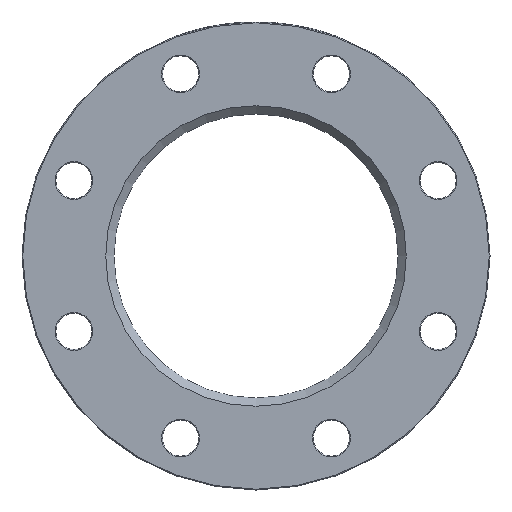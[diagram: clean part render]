
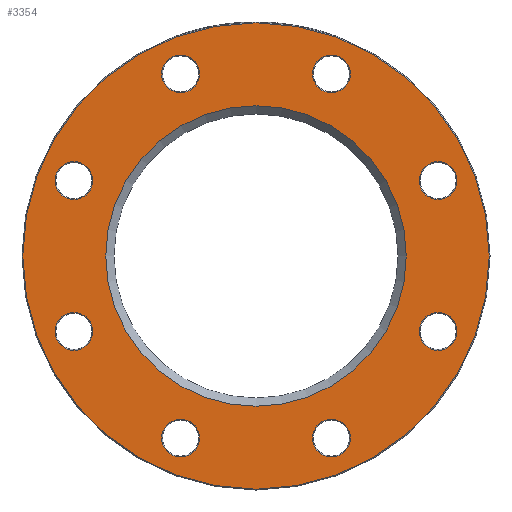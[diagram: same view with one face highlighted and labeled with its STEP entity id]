
A CAD part, left-side view. The second image highlights one B-rep face of the part: STEP entity #3354.
In plain terms, the highlighted planar face has unit normal (-1, 0, 0).
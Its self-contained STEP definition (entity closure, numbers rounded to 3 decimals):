
#32 = DIRECTION ( 'NONE',  ( 0., 0., -1. ) ) ;
#40 = FACE_BOUND ( 'NONE', #3065, .T. ) ;
#46 = VERTEX_POINT ( 'NONE', #4072 ) ;
#85 = EDGE_LOOP ( 'NONE', ( #6598 ) ) ;
#105 = FACE_BOUND ( 'NONE', #6508, .T. ) ;
#117 = EDGE_CURVE ( 'NONE', #4992, #4992, #789, .T. ) ;
#216 = ORIENTED_EDGE ( 'NONE', *, *, #5956, .T. ) ;
#234 = FACE_OUTER_BOUND ( 'NONE', #1153, .T. ) ;
#561 = FACE_BOUND ( 'NONE', #5434, .T. ) ;
#583 = CIRCLE ( 'NONE', #3108, 91.5 ) ;
#640 = EDGE_CURVE ( 'NONE', #2386, #2386, #583, .T. ) ;
#789 = CIRCLE ( 'NONE', #897, 11.5 ) ;
#811 = AXIS2_PLACEMENT_3D ( 'NONE', #1217, #3768, #6472 ) ;
#827 = DIRECTION ( 'NONE',  ( -1., 0., 0. ) ) ;
#897 = AXIS2_PLACEMENT_3D ( 'NONE', #3310, #1120, #3217 ) ;
#1077 = ORIENTED_EDGE ( 'NONE', *, *, #6038, .T. ) ;
#1120 = DIRECTION ( 'NONE',  ( 1., 0., 0. ) ) ;
#1153 = EDGE_LOOP ( 'NONE', ( #4213 ) ) ;
#1168 = DIRECTION ( 'NONE',  ( 0., 0., -1. ) ) ;
#1201 = EDGE_LOOP ( 'NONE', ( #216 ) ) ;
#1217 = CARTESIAN_POINT ( 'NONE',  ( 0., -110.866, -45.922 ) ) ;
#1247 = EDGE_LOOP ( 'NONE', ( #2070 ) ) ;
#1280 = AXIS2_PLACEMENT_3D ( 'NONE', #5650, #5118, #6222 ) ;
#1399 = AXIS2_PLACEMENT_3D ( 'NONE', #1475, #4653, #4580 ) ;
#1475 = CARTESIAN_POINT ( 'NONE',  ( 0., 110.866, 45.922 ) ) ;
#1476 = CIRCLE ( 'NONE', #811, 11.5 ) ;
#1493 = VERTEX_POINT ( 'NONE', #4670 ) ;
#1558 = CARTESIAN_POINT ( 'NONE',  ( 0., 86.5, 0. ) ) ;
#1598 = CARTESIAN_POINT ( 'NONE',  ( 0., -110.866, 34.422 ) ) ;
#1626 = FACE_BOUND ( 'NONE', #1247, .T. ) ;
#1673 = DIRECTION ( 'NONE',  ( 0., 0., -1. ) ) ;
#1684 = CARTESIAN_POINT ( 'NONE',  ( 0., -45.922, 110.866 ) ) ;
#1923 = ORIENTED_EDGE ( 'NONE', *, *, #4367, .T. ) ;
#2031 = DIRECTION ( 'NONE',  ( 1., 0., 0. ) ) ;
#2070 = ORIENTED_EDGE ( 'NONE', *, *, #5154, .T. ) ;
#2250 = ORIENTED_EDGE ( 'NONE', *, *, #5333, .T. ) ;
#2331 = FACE_BOUND ( 'NONE', #6392, .T. ) ;
#2386 = VERTEX_POINT ( 'NONE', #4490 ) ;
#2472 = DIRECTION ( 'NONE',  ( 1., 0., 0. ) ) ;
#2526 = VERTEX_POINT ( 'NONE', #3691 ) ;
#2559 = CARTESIAN_POINT ( 'NONE',  ( 0., 45.922, 99.366 ) ) ;
#2578 = DIRECTION ( 'NONE',  ( 0., 0., -1. ) ) ;
#2595 = VERTEX_POINT ( 'NONE', #1598 ) ;
#2626 = DIRECTION ( 'NONE',  ( 0., 0., -1. ) ) ;
#2696 = FACE_BOUND ( 'NONE', #85, .T. ) ;
#2704 = AXIS2_PLACEMENT_3D ( 'NONE', #1684, #6454, #1168 ) ;
#2729 = EDGE_CURVE ( 'NONE', #5237, #5237, #5307, .T. ) ;
#3065 = EDGE_LOOP ( 'NONE', ( #2250 ) ) ;
#3108 = AXIS2_PLACEMENT_3D ( 'NONE', #3640, #2472, #2578 ) ;
#3150 = VERTEX_POINT ( 'NONE', #6301 ) ;
#3165 = CIRCLE ( 'NONE', #1280, 11.5 ) ;
#3195 = CARTESIAN_POINT ( 'NONE',  ( 0., 45.922, 110.866 ) ) ;
#3217 = DIRECTION ( 'NONE',  ( 0., 0., -1. ) ) ;
#3298 = ORIENTED_EDGE ( 'NONE', *, *, #117, .T. ) ;
#3310 = CARTESIAN_POINT ( 'NONE',  ( 0., 110.866, -45.922 ) ) ;
#3336 = CARTESIAN_POINT ( 'NONE',  ( 0., 0., 0. ) ) ;
#3354 = ADVANCED_FACE ( 'NONE', ( #105, #234, #5375, #2331, #2696, #4805, #1626, #4972, #561, #40 ), #6295, .F. ) ;
#3640 = CARTESIAN_POINT ( 'NONE',  ( 0., 0., 0. ) ) ;
#3691 = CARTESIAN_POINT ( 'NONE',  ( 0., -45.922, 99.366 ) ) ;
#3723 = DIRECTION ( 'NONE',  ( 1., 0., 0. ) ) ;
#3768 = DIRECTION ( 'NONE',  ( 1., 0., 0. ) ) ;
#4072 = CARTESIAN_POINT ( 'NONE',  ( 0., -45.922, -122.366 ) ) ;
#4107 = CARTESIAN_POINT ( 'NONE',  ( 0., 45.922, -122.366 ) ) ;
#4208 = EDGE_CURVE ( 'NONE', #2595, #2595, #5257, .T. ) ;
#4213 = ORIENTED_EDGE ( 'NONE', *, *, #5060, .T. ) ;
#4367 = EDGE_CURVE ( 'NONE', #2526, #2526, #4801, .T. ) ;
#4490 = CARTESIAN_POINT ( 'NONE',  ( 0., 0., -91.5 ) ) ;
#4580 = DIRECTION ( 'NONE',  ( 0., 0., -1. ) ) ;
#4609 = ORIENTED_EDGE ( 'NONE', *, *, #2729, .T. ) ;
#4636 = VERTEX_POINT ( 'NONE', #6751 ) ;
#4653 = DIRECTION ( 'NONE',  ( 1., 0., 0. ) ) ;
#4670 = CARTESIAN_POINT ( 'NONE',  ( 0., 110.866, 34.422 ) ) ;
#4674 = CIRCLE ( 'NONE', #5903, 11.5 ) ;
#4690 = AXIS2_PLACEMENT_3D ( 'NONE', #4765, #2031, #32 ) ;
#4703 = AXIS2_PLACEMENT_3D ( 'NONE', #3336, #827, #6531 ) ;
#4765 = CARTESIAN_POINT ( 'NONE',  ( 0., -110.866, 45.922 ) ) ;
#4801 = CIRCLE ( 'NONE', #2704, 11.5 ) ;
#4805 = FACE_BOUND ( 'NONE', #1201, .T. ) ;
#4823 = DIRECTION ( 'NONE',  ( 1., 0., 0. ) ) ;
#4956 = CARTESIAN_POINT ( 'NONE',  ( 0., 45.922, -110.866 ) ) ;
#4972 = FACE_BOUND ( 'NONE', #5839, .T. ) ;
#4992 = VERTEX_POINT ( 'NONE', #6649 ) ;
#5060 = EDGE_CURVE ( 'NONE', #3150, #3150, #5271, .T. ) ;
#5118 = DIRECTION ( 'NONE',  ( 1., 0., 0. ) ) ;
#5154 = EDGE_CURVE ( 'NONE', #46, #46, #3165, .T. ) ;
#5194 = ORIENTED_EDGE ( 'NONE', *, *, #640, .T. ) ;
#5237 = VERTEX_POINT ( 'NONE', #2559 ) ;
#5257 = CIRCLE ( 'NONE', #4690, 11.5 ) ;
#5271 = CIRCLE ( 'NONE', #4703, 142. ) ;
#5307 = CIRCLE ( 'NONE', #5858, 11.5 ) ;
#5333 = EDGE_CURVE ( 'NONE', #1493, #1493, #5718, .T. ) ;
#5375 = FACE_BOUND ( 'NONE', #6367, .T. ) ;
#5434 = EDGE_LOOP ( 'NONE', ( #3298 ) ) ;
#5650 = CARTESIAN_POINT ( 'NONE',  ( 0., -45.922, -110.866 ) ) ;
#5655 = AXIS2_PLACEMENT_3D ( 'NONE', #1558, #3723, #2626 ) ;
#5718 = CIRCLE ( 'NONE', #1399, 11.5 ) ;
#5753 = DIRECTION ( 'NONE',  ( 1., 0., 0. ) ) ;
#5839 = EDGE_LOOP ( 'NONE', ( #1077 ) ) ;
#5858 = AXIS2_PLACEMENT_3D ( 'NONE', #3195, #4823, #1673 ) ;
#5903 = AXIS2_PLACEMENT_3D ( 'NONE', #4956, #5753, #6744 ) ;
#5956 = EDGE_CURVE ( 'NONE', #4636, #4636, #1476, .T. ) ;
#6038 = EDGE_CURVE ( 'NONE', #6266, #6266, #4674, .T. ) ;
#6222 = DIRECTION ( 'NONE',  ( 0., 0., -1. ) ) ;
#6266 = VERTEX_POINT ( 'NONE', #4107 ) ;
#6295 = PLANE ( 'NONE',  #5655 ) ;
#6301 = CARTESIAN_POINT ( 'NONE',  ( 0., 0., -142. ) ) ;
#6367 = EDGE_LOOP ( 'NONE', ( #4609 ) ) ;
#6392 = EDGE_LOOP ( 'NONE', ( #1923 ) ) ;
#6454 = DIRECTION ( 'NONE',  ( 1., 0., 0. ) ) ;
#6472 = DIRECTION ( 'NONE',  ( 0., 0., -1. ) ) ;
#6508 = EDGE_LOOP ( 'NONE', ( #5194 ) ) ;
#6531 = DIRECTION ( 'NONE',  ( 0., 0., -1. ) ) ;
#6598 = ORIENTED_EDGE ( 'NONE', *, *, #4208, .T. ) ;
#6649 = CARTESIAN_POINT ( 'NONE',  ( 0., 110.866, -57.422 ) ) ;
#6744 = DIRECTION ( 'NONE',  ( 0., 0., -1. ) ) ;
#6751 = CARTESIAN_POINT ( 'NONE',  ( 0., -110.866, -57.422 ) ) ;
